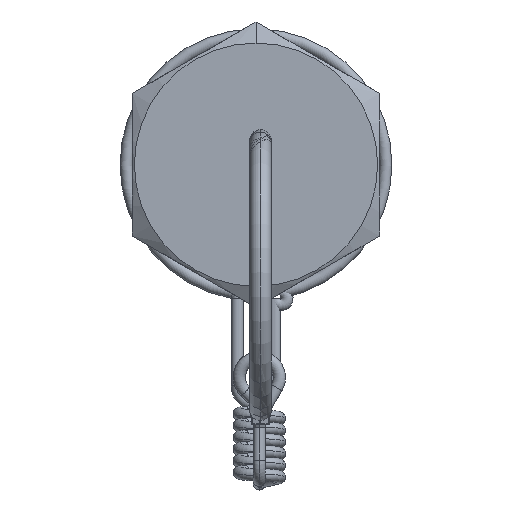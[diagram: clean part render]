
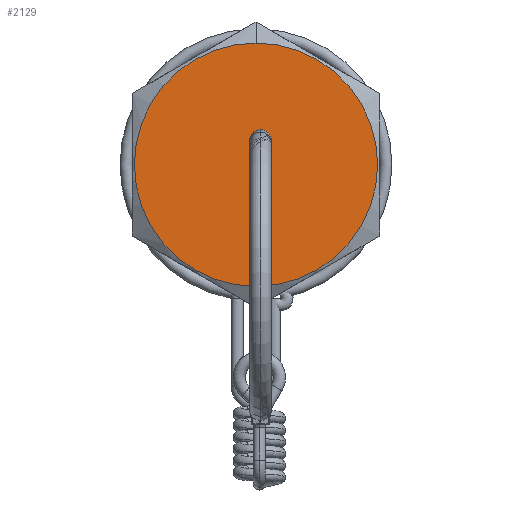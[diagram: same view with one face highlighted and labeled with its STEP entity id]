
A CAD part, front view. The second image highlights one B-rep face of the part: STEP entity #2129.
In plain terms, the highlighted planar face has unit normal (0, -1, 0).
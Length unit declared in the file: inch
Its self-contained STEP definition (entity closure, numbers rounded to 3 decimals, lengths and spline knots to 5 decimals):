
#681 = EDGE_LOOP ( 'NONE', ( #12708, #4752 ) ) ;
#1127 = DIRECTION ( 'NONE',  ( 0., 1., 0. ) ) ;
#1338 = DIRECTION ( 'NONE',  ( 0., 0., -1. ) ) ;
#2087 = CIRCLE ( 'NONE', #11527, 0.615 ) ;
#2129 = ADVANCED_FACE ( 'NONE', ( #4377 ), #8447, .F. ) ;
#3141 = VERTEX_POINT ( 'NONE', #13647 ) ;
#3288 = EDGE_CURVE ( 'NONE', #3141, #10742, #2087, .T. ) ;
#4377 = FACE_OUTER_BOUND ( 'NONE', #681, .T. ) ;
#4752 = ORIENTED_EDGE ( 'NONE', *, *, #3288, .T. ) ;
#5445 = CARTESIAN_POINT ( 'NONE',  ( 0., 0., 0.615 ) ) ;
#6381 = AXIS2_PLACEMENT_3D ( 'NONE', #11610, #1127, #9527 ) ;
#7347 = DIRECTION ( 'NONE',  ( 0., -1., 0. ) ) ;
#7613 = DIRECTION ( 'NONE',  ( 0., -1., 0. ) ) ;
#7691 = CIRCLE ( 'NONE', #11607, 0.615 ) ;
#8388 = CARTESIAN_POINT ( 'NONE',  ( 0., 0., 0. ) ) ;
#8447 = PLANE ( 'NONE',  #6381 ) ;
#9527 = DIRECTION ( 'NONE',  ( 0., 0., 1. ) ) ;
#9659 = CARTESIAN_POINT ( 'NONE',  ( 0., 0., 0. ) ) ;
#10742 = VERTEX_POINT ( 'NONE', #5445 ) ;
#11527 = AXIS2_PLACEMENT_3D ( 'NONE', #8388, #7347, #12673 ) ;
#11607 = AXIS2_PLACEMENT_3D ( 'NONE', #9659, #7613, #1338 ) ;
#11610 = CARTESIAN_POINT ( 'NONE',  ( 0., 0., 0. ) ) ;
#12673 = DIRECTION ( 'NONE',  ( 0., 0., -1. ) ) ;
#12708 = ORIENTED_EDGE ( 'NONE', *, *, #13059, .T. ) ;
#13059 = EDGE_CURVE ( 'NONE', #10742, #3141, #7691, .T. ) ;
#13647 = CARTESIAN_POINT ( 'NONE',  ( 0., 0., -0.615 ) ) ;
